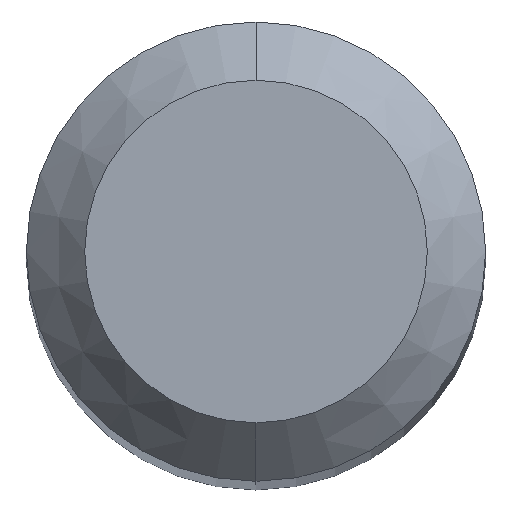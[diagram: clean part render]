
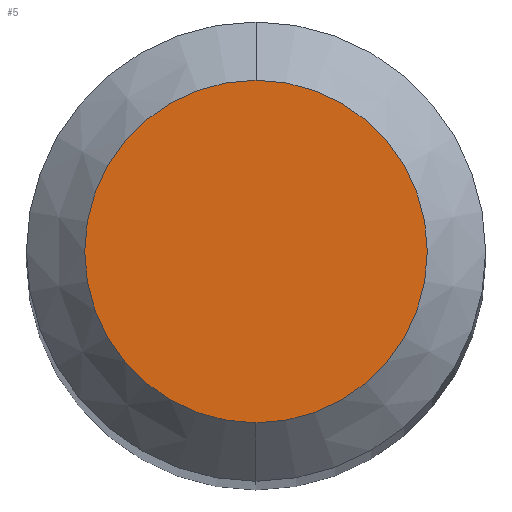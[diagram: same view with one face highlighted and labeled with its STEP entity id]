
A CAD part, top view. The second image highlights one B-rep face of the part: STEP entity #5.
In plain terms, the highlighted planar face has unit normal (0, 0, 1).
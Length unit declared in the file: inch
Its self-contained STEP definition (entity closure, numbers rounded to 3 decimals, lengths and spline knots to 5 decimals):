
#4 = ORIENTED_EDGE ( 'NONE', *, *, #461, .T. ) ;
#5 = ADVANCED_FACE ( 'NONE', ( #442 ), #101, .F. ) ;
#20 = AXIS2_PLACEMENT_3D ( 'NONE', #94, #405, #373 ) ;
#35 = DIRECTION ( 'NONE',  ( 0., -1., 0. ) ) ;
#41 = AXIS2_PLACEMENT_3D ( 'NONE', #83, #45, #205 ) ;
#45 = DIRECTION ( 'NONE',  ( 0., 0., 1. ) ) ;
#71 = CARTESIAN_POINT ( 'NONE',  ( 0., 0.04405, 0. ) ) ;
#83 = CARTESIAN_POINT ( 'NONE',  ( 0., 0., 0. ) ) ;
#94 = CARTESIAN_POINT ( 'NONE',  ( 0., 0.04405, 0. ) ) ;
#101 = PLANE ( 'NONE',  #20 ) ;
#107 = CARTESIAN_POINT ( 'NONE',  ( 0., 0., 0. ) ) ;
#193 = VERTEX_POINT ( 'NONE', #71 ) ;
#205 = DIRECTION ( 'NONE',  ( 0., -1., 0. ) ) ;
#219 = AXIS2_PLACEMENT_3D ( 'NONE', #107, #451, #35 ) ;
#279 = EDGE_CURVE ( 'NONE', #290, #193, #288, .T. ) ;
#288 = CIRCLE ( 'NONE', #219, 0.04405 ) ;
#290 = VERTEX_POINT ( 'NONE', #316 ) ;
#316 = CARTESIAN_POINT ( 'NONE',  ( 0., -0.04405, 0. ) ) ;
#370 = EDGE_LOOP ( 'NONE', ( #4, #482 ) ) ;
#373 = DIRECTION ( 'NONE',  ( 0., 1., 0. ) ) ;
#376 = CIRCLE ( 'NONE', #41, 0.04405 ) ;
#405 = DIRECTION ( 'NONE',  ( 0., 0., -1. ) ) ;
#442 = FACE_OUTER_BOUND ( 'NONE', #370, .T. ) ;
#451 = DIRECTION ( 'NONE',  ( 0., 0., 1. ) ) ;
#461 = EDGE_CURVE ( 'NONE', #193, #290, #376, .T. ) ;
#482 = ORIENTED_EDGE ( 'NONE', *, *, #279, .T. ) ;
